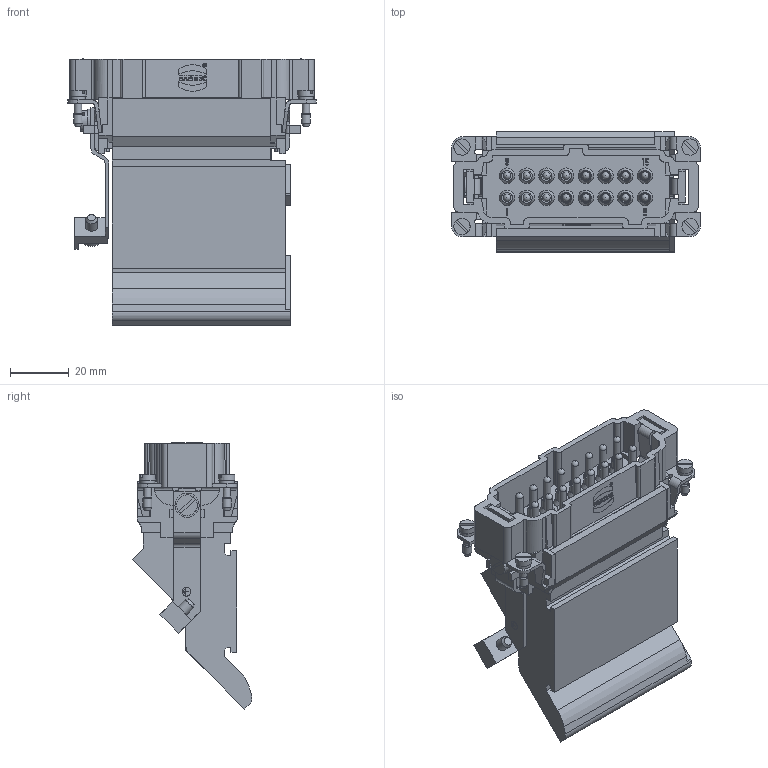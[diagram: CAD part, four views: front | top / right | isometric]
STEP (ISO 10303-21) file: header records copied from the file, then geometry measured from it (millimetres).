
FILE_DESCRIPTION(/* description */ (''),/* implementation_level */ '2;1');
FILE_NAME(/* name */ '100111220ugm000_c.stp',/* time_stamp */ '2019-08-30T07:37:36+02:00',/* author */ (''),/* organization */ (''),/* preprocessor_version */ 'ST-DEVELOPER v16.7',/* originating_system */ 'SIEMENS PLM Software NX 12.0',/* authorisation */ '');
FILE_SCHEMA (('AUTOMOTIVE_DESIGN { 1 0 10303 214 3 1 1 1 }'));
Length unit declared in the file: millimetre
Products named in the file (1): 100111220ugm000_c
Bounding box: 84.5 x 40.72 x 90.48 mm (x, y, z)
Volume: 109653.9 mm3; surface area: 33252 mm2
Topology: 1 solids, 9 shells, 1218 faces, 3607 edges, 2672 vertices
Faces by surface type: plane 837, cylinder 216, extrusion 99, cone 50, sphere 16
Full cylindrical faces by diameter (mm): 1.025 x1, 1.211 x1, 2.3 x2, 2.45 x2, 2.5 x20, 2.925 x1, 3 x5, 3.242 x1, 3.7 x16, 4 x1, 5 x20, 5.5 x4, 7 x2, 8.2 x1
Entity records: 49567 total; most frequent: CARTESIAN_POINT 9657, ORIENTED_EDGE 6458, DIRECTION 5654, EDGE_CURVE 3229, VECTOR 2396, LINE 2297, VERTEX_POINT 2258, AXIS2_PLACEMENT_3D 1629
